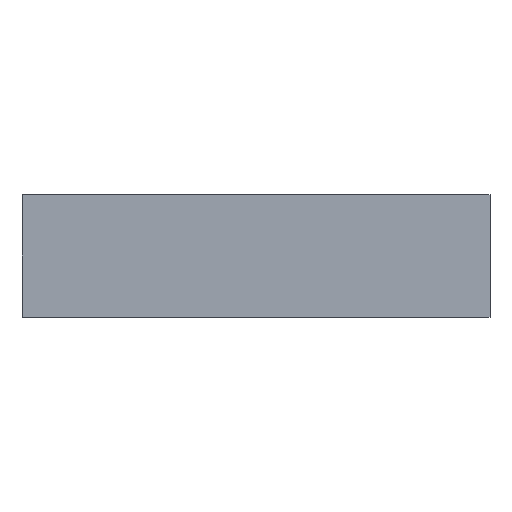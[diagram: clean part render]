
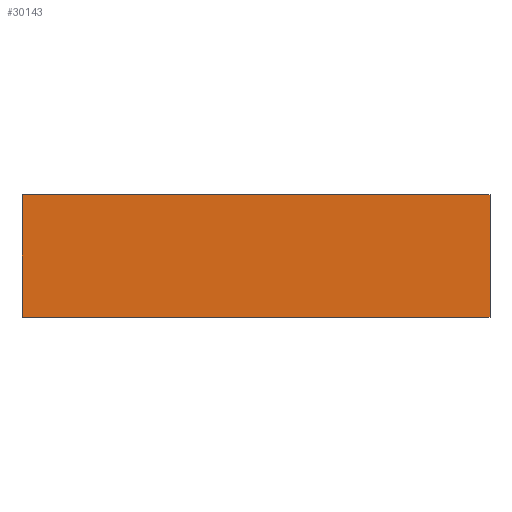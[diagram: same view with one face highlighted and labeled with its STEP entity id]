
A CAD part, front view. The second image highlights one B-rep face of the part: STEP entity #30143.
In plain terms, the highlighted planar face has unit normal (0, -1, 0).
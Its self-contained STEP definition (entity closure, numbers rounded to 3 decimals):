
#603 = CARTESIAN_POINT ( 'NONE',  ( -248., -20., -65. ) ) ;
#1235 = DIRECTION ( 'NONE',  ( -1., 0., 0. ) ) ;
#1320 = CARTESIAN_POINT ( 'NONE',  ( 248., -20., -65. ) ) ;
#1510 = VERTEX_POINT ( 'NONE', #4006 ) ;
#1525 = VERTEX_POINT ( 'NONE', #1320 ) ;
#3209 = DIRECTION ( 'NONE',  ( 0., 0., -1. ) ) ;
#3969 = VERTEX_POINT ( 'NONE', #14906 ) ;
#4006 = CARTESIAN_POINT ( 'NONE',  ( -248., -20., 65. ) ) ;
#4426 = EDGE_CURVE ( 'NONE', #1510, #24133, #25101, .T. ) ;
#6634 = ORIENTED_EDGE ( 'NONE', *, *, #4426, .T. ) ;
#7754 = VECTOR ( 'NONE', #29331, 1000. ) ;
#8954 = VECTOR ( 'NONE', #1235, 1000. ) ;
#9157 = AXIS2_PLACEMENT_3D ( 'NONE', #28348, #17599, #31401 ) ;
#10131 = CARTESIAN_POINT ( 'NONE',  ( 248., -20., 65. ) ) ;
#11477 = EDGE_CURVE ( 'NONE', #24133, #1525, #20866, .T. ) ;
#11814 = LINE ( 'NONE', #33706, #8954 ) ;
#14906 = CARTESIAN_POINT ( 'NONE',  ( 248., -20., 65. ) ) ;
#17599 = DIRECTION ( 'NONE',  ( 0., -1., 0. ) ) ;
#18133 = PLANE ( 'NONE',  #9157 ) ;
#18395 = LINE ( 'NONE', #10131, #7754 ) ;
#20054 = EDGE_CURVE ( 'NONE', #1525, #3969, #18395, .T. ) ;
#20866 = LINE ( 'NONE', #31804, #22452 ) ;
#21505 = EDGE_LOOP ( 'NONE', ( #6634, #28067, #23100, #30368 ) ) ;
#21569 = EDGE_CURVE ( 'NONE', #3969, #1510, #11814, .T. ) ;
#22452 = VECTOR ( 'NONE', #29298, 1000. ) ;
#23100 = ORIENTED_EDGE ( 'NONE', *, *, #20054, .T. ) ;
#24133 = VERTEX_POINT ( 'NONE', #603 ) ;
#25101 = LINE ( 'NONE', #27612, #27148 ) ;
#27148 = VECTOR ( 'NONE', #3209, 1000. ) ;
#27612 = CARTESIAN_POINT ( 'NONE',  ( -248., -20., 65. ) ) ;
#28067 = ORIENTED_EDGE ( 'NONE', *, *, #11477, .T. ) ;
#28348 = CARTESIAN_POINT ( 'NONE',  ( 0., -20., 0. ) ) ;
#28532 = FACE_OUTER_BOUND ( 'NONE', #21505, .T. ) ;
#29298 = DIRECTION ( 'NONE',  ( 1., 0., 0. ) ) ;
#29331 = DIRECTION ( 'NONE',  ( 0., 0., 1. ) ) ;
#30143 = ADVANCED_FACE ( 'NONE', ( #28532 ), #18133, .T. ) ;
#30368 = ORIENTED_EDGE ( 'NONE', *, *, #21569, .T. ) ;
#31401 = DIRECTION ( 'NONE',  ( 0., 0., -1. ) ) ;
#31804 = CARTESIAN_POINT ( 'NONE',  ( -248., -20., -65. ) ) ;
#33706 = CARTESIAN_POINT ( 'NONE',  ( -248., -20., 65. ) ) ;
